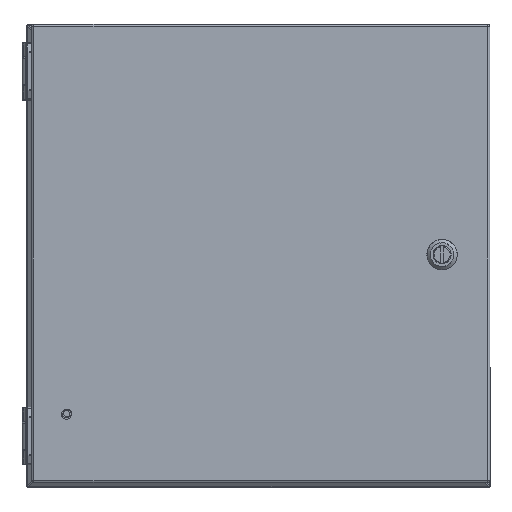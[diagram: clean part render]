
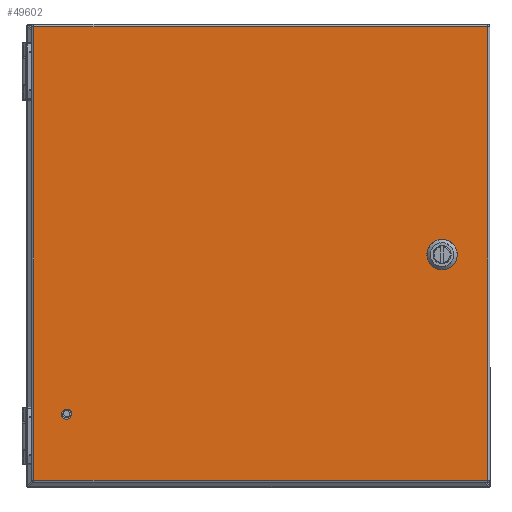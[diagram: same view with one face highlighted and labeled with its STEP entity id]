
A CAD part, top view. The second image highlights one B-rep face of the part: STEP entity #49602.
In plain terms, the highlighted planar face has unit normal (0, 0, 1).
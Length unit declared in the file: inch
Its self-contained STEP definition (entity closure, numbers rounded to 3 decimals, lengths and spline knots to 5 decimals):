
#86 = VECTOR ( 'NONE', #44814, 39.37008 ) ;
#182 = ORIENTED_EDGE ( 'NONE', *, *, #49871, .F. ) ;
#370 = CARTESIAN_POINT ( 'NONE',  ( 5.08953, 0.08876, 6.1849 ) ) ;
#515 = ORIENTED_EDGE ( 'NONE', *, *, #24159, .T. ) ;
#741 = DIRECTION ( 'NONE',  ( 1., 0., 0. ) ) ;
#761 = ORIENTED_EDGE ( 'NONE', *, *, #39489, .T. ) ;
#878 = ORIENTED_EDGE ( 'NONE', *, *, #23739, .T. ) ;
#976 = DIRECTION ( 'NONE',  ( 0., 0., 1. ) ) ;
#2012 = VECTOR ( 'NONE', #45356, 39.37008 ) ;
#2093 = CARTESIAN_POINT ( 'NONE',  ( -5.88016, -5.94016, 6.1849 ) ) ;
#2258 = LINE ( 'NONE', #25991, #24225 ) ;
#2964 = CARTESIAN_POINT ( 'NONE',  ( 4.47447, -0.08813, 6.1849 ) ) ;
#3066 = CIRCLE ( 'NONE', #15415, 0.32 ) ;
#4249 = CARTESIAN_POINT ( 'NONE',  ( 4.782, 0.00031, 6.1849 ) ) ;
#4321 = CIRCLE ( 'NONE', #33107, 0.32 ) ;
#4954 = LINE ( 'NONE', #12197, #15604 ) ;
#5146 = EDGE_LOOP ( 'NONE', ( #36784, #43906, #27319, #878, #39087, #515, #37880, #16984 ) ) ;
#5195 = EDGE_CURVE ( 'NONE', #40676, #48140, #40927, .T. ) ;
#5321 = CARTESIAN_POINT ( 'NONE',  ( 4.69355, 0.30785, 6.1849 ) ) ;
#5639 = VERTEX_POINT ( 'NONE', #21424 ) ;
#6863 = LINE ( 'NONE', #34704, #33671 ) ;
#7834 = ORIENTED_EDGE ( 'NONE', *, *, #48290, .T. ) ;
#8426 = VERTEX_POINT ( 'NONE', #33514 ) ;
#8488 = AXIS2_PLACEMENT_3D ( 'NONE', #20340, #976, #741 ) ;
#9149 = CARTESIAN_POINT ( 'NONE',  ( 5.94, 5.94, 6.1849 ) ) ;
#10792 = AXIS2_PLACEMENT_3D ( 'NONE', #39647, #23939, #39927 ) ;
#12197 = CARTESIAN_POINT ( 'NONE',  ( -5.94016, 5.94, 6.1849 ) ) ;
#13675 = EDGE_CURVE ( 'NONE', #31785, #48140, #17278, .T. ) ;
#13963 = DIRECTION ( 'NONE',  ( 0., -1., 0. ) ) ;
#14046 = DIRECTION ( 'NONE',  ( -0.707, 0.707, 0. ) ) ;
#15129 = DIRECTION ( 'NONE',  ( 0., 0., 1. ) ) ;
#15147 = EDGE_CURVE ( 'NONE', #15322, #46898, #4321, .T. ) ;
#15322 = VERTEX_POINT ( 'NONE', #38543 ) ;
#15415 = AXIS2_PLACEMENT_3D ( 'NONE', #4249, #50903, #27225 ) ;
#15604 = VECTOR ( 'NONE', #39543, 39.37008 ) ;
#16984 = ORIENTED_EDGE ( 'NONE', *, *, #45283, .T. ) ;
#17145 = EDGE_CURVE ( 'NONE', #36656, #19600, #47646, .T. ) ;
#17278 = LINE ( 'NONE', #25002, #86 ) ;
#17327 = LINE ( 'NONE', #2093, #23201 ) ;
#18173 = CARTESIAN_POINT ( 'NONE',  ( 3.20801, 1.17833, 6.1849 ) ) ;
#18809 = ORIENTED_EDGE ( 'NONE', *, *, #32504, .T. ) ;
#19080 = FACE_BOUND ( 'NONE', #5146, .T. ) ;
#19270 = DIRECTION ( 'NONE',  ( 1., 0., 0. ) ) ;
#19600 = VERTEX_POINT ( 'NONE', #9149 ) ;
#19857 = VERTEX_POINT ( 'NONE', #23849 ) ;
#20340 = CARTESIAN_POINT ( 'NONE',  ( 4.782, 0.00031, 6.1849 ) ) ;
#21424 = CARTESIAN_POINT ( 'NONE',  ( -4.90711, -4.13016, 6.1849 ) ) ;
#21729 = CARTESIAN_POINT ( 'NONE',  ( 4.87045, 0.30785, 6.1849 ) ) ;
#22614 = DIRECTION ( 'NONE',  ( 0., 0., 1. ) ) ;
#22875 = CARTESIAN_POINT ( 'NONE',  ( -5.00516, -4.13016, 6.1849 ) ) ;
#23201 = VECTOR ( 'NONE', #13963, 39.37008 ) ;
#23642 = AXIS2_PLACEMENT_3D ( 'NONE', #33903, #15129, #49355 ) ;
#23739 = EDGE_CURVE ( 'NONE', #40676, #25497, #2258, .T. ) ;
#23849 = CARTESIAN_POINT ( 'NONE',  ( -5.88016, -5.88016, 6.1849 ) ) ;
#23939 = DIRECTION ( 'NONE',  ( 0., 0., 1. ) ) ;
#24159 = EDGE_CURVE ( 'NONE', #8426, #46898, #28880, .T. ) ;
#24225 = VECTOR ( 'NONE', #33688, 39.37008 ) ;
#24472 = ORIENTED_EDGE ( 'NONE', *, *, #17145, .T. ) ;
#25002 = CARTESIAN_POINT ( 'NONE',  ( 3.20801, -1.1777, 6.1849 ) ) ;
#25497 = VERTEX_POINT ( 'NONE', #370 ) ;
#25986 = CARTESIAN_POINT ( 'NONE',  ( 4.782, 0.00031, 6.1849 ) ) ;
#25991 = CARTESIAN_POINT ( 'NONE',  ( 3.60399, 1.5743, 6.1849 ) ) ;
#26393 = LINE ( 'NONE', #18173, #26523 ) ;
#26523 = VECTOR ( 'NONE', #14046, 39.37008 ) ;
#26848 = CARTESIAN_POINT ( 'NONE',  ( -5.88016, 5.94, 6.1849 ) ) ;
#27022 = PLANE ( 'NONE',  #10792 ) ;
#27161 = VERTEX_POINT ( 'NONE', #2964 ) ;
#27225 = DIRECTION ( 'NONE',  ( 1., 0., 0. ) ) ;
#27319 = ORIENTED_EDGE ( 'NONE', *, *, #5195, .F. ) ;
#28880 = LINE ( 'NONE', #44599, #2012 ) ;
#30707 = EDGE_CURVE ( 'NONE', #8426, #25497, #3066, .T. ) ;
#31785 = VERTEX_POINT ( 'NONE', #38662 ) ;
#32504 = EDGE_CURVE ( 'NONE', #19600, #37213, #4954, .T. ) ;
#33107 = AXIS2_PLACEMENT_3D ( 'NONE', #25986, #33952, #40744 ) ;
#33514 = CARTESIAN_POINT ( 'NONE',  ( 5.08953, -0.08813, 6.1849 ) ) ;
#33671 = VECTOR ( 'NONE', #42444, 39.37008 ) ;
#33688 = DIRECTION ( 'NONE',  ( 0.707, -0.707, 0. ) ) ;
#33887 = EDGE_LOOP ( 'NONE', ( #182 ) ) ;
#33903 = CARTESIAN_POINT ( 'NONE',  ( 4.782, 0.00031, 6.1849 ) ) ;
#33952 = DIRECTION ( 'NONE',  ( 0., 0., 1. ) ) ;
#34704 = CARTESIAN_POINT ( 'NONE',  ( 6., -5.88016, 6.1849 ) ) ;
#34722 = CIRCLE ( 'NONE', #41311, 0.09805 ) ;
#36656 = VERTEX_POINT ( 'NONE', #41471 ) ;
#36784 = ORIENTED_EDGE ( 'NONE', *, *, #42274, .F. ) ;
#37213 = VERTEX_POINT ( 'NONE', #26848 ) ;
#37880 = ORIENTED_EDGE ( 'NONE', *, *, #15147, .F. ) ;
#38403 = FACE_OUTER_BOUND ( 'NONE', #50238, .T. ) ;
#38543 = CARTESIAN_POINT ( 'NONE',  ( 4.69355, -0.30722, 6.1849 ) ) ;
#38662 = CARTESIAN_POINT ( 'NONE',  ( 4.47447, 0.08876, 6.1849 ) ) ;
#38930 = CARTESIAN_POINT ( 'NONE',  ( 5.94, 6., 6.1849 ) ) ;
#39087 = ORIENTED_EDGE ( 'NONE', *, *, #30707, .F. ) ;
#39176 = VECTOR ( 'NONE', #39676, 39.37008 ) ;
#39364 = CARTESIAN_POINT ( 'NONE',  ( 4.87045, -0.30722, 6.1849 ) ) ;
#39489 = EDGE_CURVE ( 'NONE', #37213, #19857, #17327, .T. ) ;
#39543 = DIRECTION ( 'NONE',  ( -1., 0., 0. ) ) ;
#39647 = CARTESIAN_POINT ( 'NONE',  ( 2.03, 0.00031, 6.1849 ) ) ;
#39676 = DIRECTION ( 'NONE',  ( 0., 1., 0. ) ) ;
#39796 = CIRCLE ( 'NONE', #8488, 0.32 ) ;
#39927 = DIRECTION ( 'NONE',  ( 1., 0., 0. ) ) ;
#40676 = VERTEX_POINT ( 'NONE', #21729 ) ;
#40744 = DIRECTION ( 'NONE',  ( 1., 0., 0. ) ) ;
#40927 = CIRCLE ( 'NONE', #23642, 0.32 ) ;
#41311 = AXIS2_PLACEMENT_3D ( 'NONE', #22875, #22614, #19270 ) ;
#41471 = CARTESIAN_POINT ( 'NONE',  ( 5.94, -5.88016, 6.1849 ) ) ;
#42274 = EDGE_CURVE ( 'NONE', #31785, #27161, #39796, .T. ) ;
#42444 = DIRECTION ( 'NONE',  ( 1., 0., 0. ) ) ;
#43906 = ORIENTED_EDGE ( 'NONE', *, *, #13675, .T. ) ;
#44599 = CARTESIAN_POINT ( 'NONE',  ( 3.60399, -1.57367, 6.1849 ) ) ;
#44814 = DIRECTION ( 'NONE',  ( 0.707, 0.707, 0. ) ) ;
#45283 = EDGE_CURVE ( 'NONE', #15322, #27161, #26393, .T. ) ;
#45356 = DIRECTION ( 'NONE',  ( -0.707, -0.707, 0. ) ) ;
#46898 = VERTEX_POINT ( 'NONE', #39364 ) ;
#47139 = FACE_BOUND ( 'NONE', #33887, .T. ) ;
#47646 = LINE ( 'NONE', #38930, #39176 ) ;
#48140 = VERTEX_POINT ( 'NONE', #5321 ) ;
#48290 = EDGE_CURVE ( 'NONE', #19857, #36656, #6863, .T. ) ;
#49355 = DIRECTION ( 'NONE',  ( 1., 0., 0. ) ) ;
#49602 = ADVANCED_FACE ( 'NONE', ( #19080, #47139, #38403 ), #27022, .T. ) ;
#49871 = EDGE_CURVE ( 'NONE', #5639, #5639, #34722, .T. ) ;
#50238 = EDGE_LOOP ( 'NONE', ( #24472, #18809, #761, #7834 ) ) ;
#50903 = DIRECTION ( 'NONE',  ( 0., 0., 1. ) ) ;
